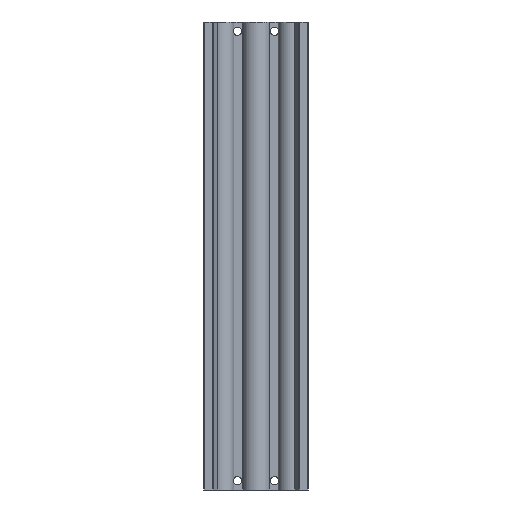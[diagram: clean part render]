
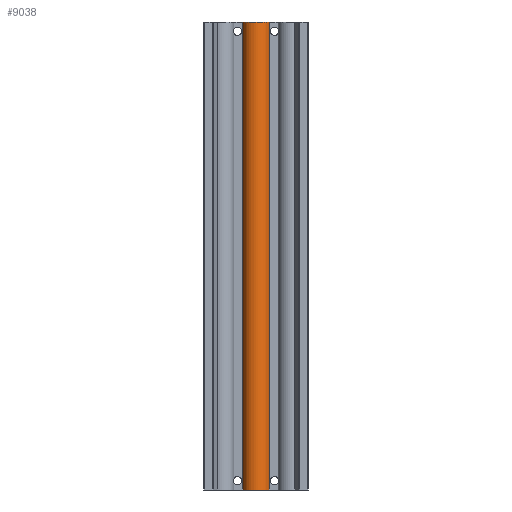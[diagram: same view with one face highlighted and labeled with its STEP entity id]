
A CAD part, front view. The second image highlights one B-rep face of the part: STEP entity #9038.
In plain terms, the highlighted cylindrical face has radius 8.725 mm (diameter 17.45 mm), a partial arc.
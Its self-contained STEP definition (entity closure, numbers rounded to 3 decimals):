
#2089 = AXIS2_PLACEMENT_3D ( 'NONE', #18420, #18419, #18418 ) ;
#2263 = AXIS2_PLACEMENT_3D ( 'NONE', #16951, #16950, #16949 ) ;
#4929 = DIRECTION ( 'NONE',  ( 1., 0., 0. ) ) ;
#4930 = DIRECTION ( 'NONE',  ( 0., 0., 1. ) ) ;
#4931 = CARTESIAN_POINT ( 'NONE',  ( 0., -2.5, 303.5 ) ) ;
#6485 = VERTEX_POINT ( 'NONE', #19016 ) ;
#6506 = VERTEX_POINT ( 'NONE', #18995 ) ;
#6514 = VERTEX_POINT ( 'NONE', #18987 ) ;
#6545 = VERTEX_POINT ( 'NONE', #18956 ) ;
#7497 = EDGE_CURVE ( 'NONE', #6485, #6545, #19753, .T. ) ;
#7633 = EDGE_CURVE ( 'NONE', #6514, #6485, #19471, .T. ) ;
#7634 = EDGE_CURVE ( 'NONE', #6506, #6545, #19468, .T. ) ;
#9038 = ADVANCED_FACE ( 'NONE', ( #19264 ), #19263, .T. ) ;
#10606 = AXIS2_PLACEMENT_3D ( 'NONE', #4931, #4930, #4929 ) ;
#13956 = EDGE_CURVE ( 'NONE', #6514, #6506, #20758, .T. ) ;
#16197 = ORIENTED_EDGE ( 'NONE', *, *, #7497, .T. ) ;
#16198 = ORIENTED_EDGE ( 'NONE', *, *, #7634, .F. ) ;
#16199 = ORIENTED_EDGE ( 'NONE', *, *, #13956, .F. ) ;
#16200 = ORIENTED_EDGE ( 'NONE', *, *, #7633, .T. ) ;
#16949 = DIRECTION ( 'NONE',  ( -1., 0., 0. ) ) ;
#16950 = DIRECTION ( 'NONE',  ( 0., 0., -1. ) ) ;
#16951 = CARTESIAN_POINT ( 'NONE',  ( 0., -2.5, 303.5 ) ) ;
#17968 = DIRECTION ( 'NONE',  ( 0., 0., -1. ) ) ;
#17969 = CARTESIAN_POINT ( 'NONE',  ( 8.725, -2.5, 303.5 ) ) ;
#17970 = DIRECTION ( 'NONE',  ( 0., 0., -1. ) ) ;
#17971 = CARTESIAN_POINT ( 'NONE',  ( -8.725, -2.5, 303.5 ) ) ;
#18418 = DIRECTION ( 'NONE',  ( 1., 0., 0. ) ) ;
#18419 = DIRECTION ( 'NONE',  ( 0., 0., 1. ) ) ;
#18420 = CARTESIAN_POINT ( 'NONE',  ( 0., -2.5, 0. ) ) ;
#18956 = CARTESIAN_POINT ( 'NONE',  ( 8.725, -2.5, 0. ) ) ;
#18987 = CARTESIAN_POINT ( 'NONE',  ( -8.725, -2.5, 303.5 ) ) ;
#18995 = CARTESIAN_POINT ( 'NONE',  ( 8.725, -2.5, 303.5 ) ) ;
#19016 = CARTESIAN_POINT ( 'NONE',  ( -8.725, -2.5, 0. ) ) ;
#19263 = CYLINDRICAL_SURFACE ( 'NONE', #2263, 8.725 ) ;
#19264 = FACE_OUTER_BOUND ( 'NONE', #27202, .T. ) ;
#19467 = VECTOR ( 'NONE', #17968, 1000. ) ;
#19468 = LINE ( 'NONE', #17969, #19467 ) ;
#19470 = VECTOR ( 'NONE', #17970, 1000. ) ;
#19471 = LINE ( 'NONE', #17971, #19470 ) ;
#19753 = CIRCLE ( 'NONE', #2089, 8.725 ) ;
#20758 = CIRCLE ( 'NONE', #10606, 8.725 ) ;
#27202 = EDGE_LOOP ( 'NONE', ( #16197, #16198, #16199, #16200 ) ) ;
